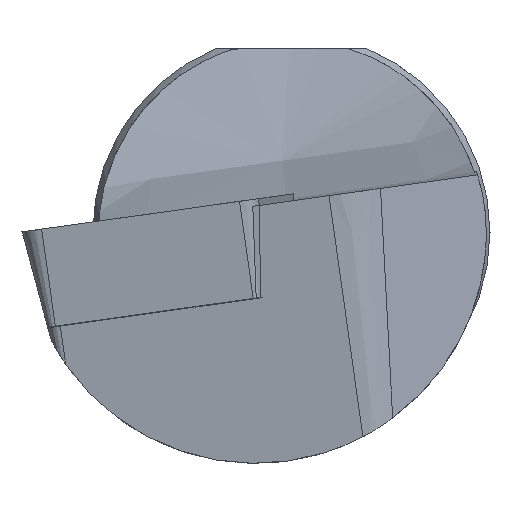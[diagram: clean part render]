
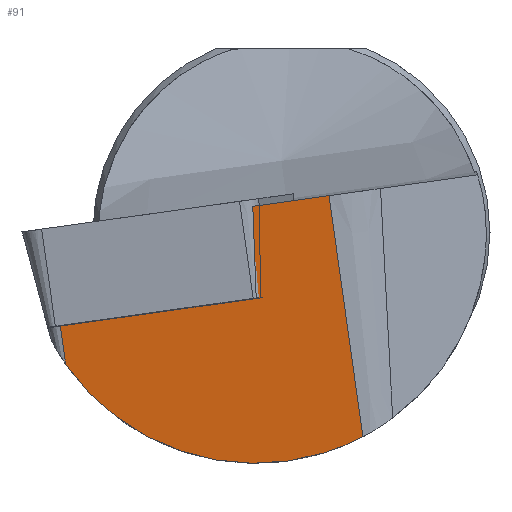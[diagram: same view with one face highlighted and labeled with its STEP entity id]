
A CAD part, left-side view. The second image highlights one B-rep face of the part: STEP entity #91.
In plain terms, the highlighted planar face has unit normal (-0.993, -0.017, -0.121).
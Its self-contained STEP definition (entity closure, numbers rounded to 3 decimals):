
#91=ADVANCED_FACE('',(#142),#125,.T.);
#125=PLANE('',#636);
#142=FACE_OUTER_BOUND('',#175,.T.);
#175=EDGE_LOOP('',(#242,#243,#244,#245,#246,#247));
#210=ELLIPSE('',#635,9.37,9.3);
#242=ORIENTED_EDGE('',*,*,#471,.F.);
#243=ORIENTED_EDGE('',*,*,#472,.F.);
#244=ORIENTED_EDGE('',*,*,#473,.F.);
#245=ORIENTED_EDGE('',*,*,#474,.T.);
#246=ORIENTED_EDGE('',*,*,#475,.T.);
#247=ORIENTED_EDGE('',*,*,#476,.F.);
#414=VERTEX_POINT('',#872);
#415=VERTEX_POINT('',#873);
#416=VERTEX_POINT('',#875);
#417=VERTEX_POINT('',#877);
#418=VERTEX_POINT('',#879);
#419=VERTEX_POINT('',#881);
#471=EDGE_CURVE('',#414,#415,#554,.T.);
#472=EDGE_CURVE('',#416,#414,#555,.T.);
#473=EDGE_CURVE('',#417,#416,#556,.T.);
#474=EDGE_CURVE('',#417,#418,#210,.T.);
#475=EDGE_CURVE('',#418,#419,#557,.T.);
#476=EDGE_CURVE('',#415,#419,#558,.T.);
#554=LINE('',#871,#595);
#555=LINE('',#874,#596);
#556=LINE('',#876,#597);
#557=LINE('',#880,#598);
#558=LINE('',#882,#599);
#595=VECTOR('',#700,1.);
#596=VECTOR('',#701,1.);
#597=VECTOR('',#702,1.);
#598=VECTOR('',#705,1.);
#599=VECTOR('',#706,1.);
#635=AXIS2_PLACEMENT_3D('',#878,#703,#704);
#636=AXIS2_PLACEMENT_3D('',#883,#707,#708);
#700=DIRECTION('',(-0.121,0.037,0.992));
#701=DIRECTION('',(0.,-0.99,0.139));
#702=DIRECTION('',(-0.122,0.138,0.983));
#703=DIRECTION('',(-0.993,-0.017,-0.121));
#704=DIRECTION('',(0.122,-0.138,-0.983));
#705=DIRECTION('',(-0.122,0.138,0.983));
#706=DIRECTION('',(0.,-0.99,0.139));
#707=DIRECTION('',(-0.993,-0.017,-0.121));
#708=DIRECTION('',(-0.121,0.,0.993));
#871=CARTESIAN_POINT('',(0.203,1.533,0.503));
#872=CARTESIAN_POINT('',(0.587,1.417,-2.64));
#873=CARTESIAN_POINT('',(0.137,1.554,1.047));
#874=CARTESIAN_POINT('',(0.587,9.309,-3.749));
#875=CARTESIAN_POINT('',(0.587,9.309,-3.749));
#876=CARTESIAN_POINT('',(0.1,9.862,0.182));
#877=CARTESIAN_POINT('',(0.78,9.091,-5.301));
#878=CARTESIAN_POINT('',(0.266,1.45,0.));
#879=CARTESIAN_POINT('',(1.341,-2.879,-8.231));
#880=CARTESIAN_POINT('',(0.1,-1.473,1.775));
#881=CARTESIAN_POINT('',(0.137,-1.515,1.478));
#882=CARTESIAN_POINT('',(0.137,9.82,-0.115));
#883=CARTESIAN_POINT('',(0.1,9.862,0.182));
